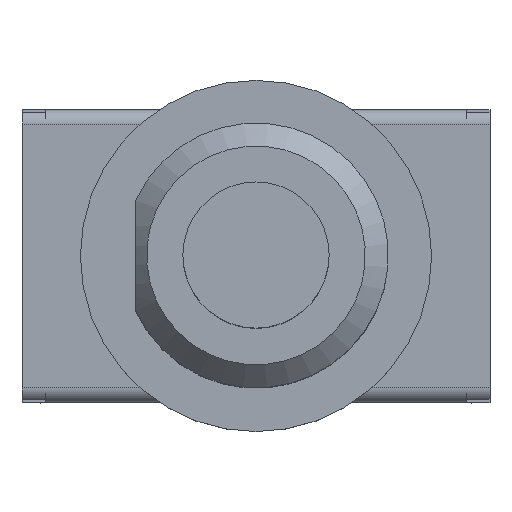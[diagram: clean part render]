
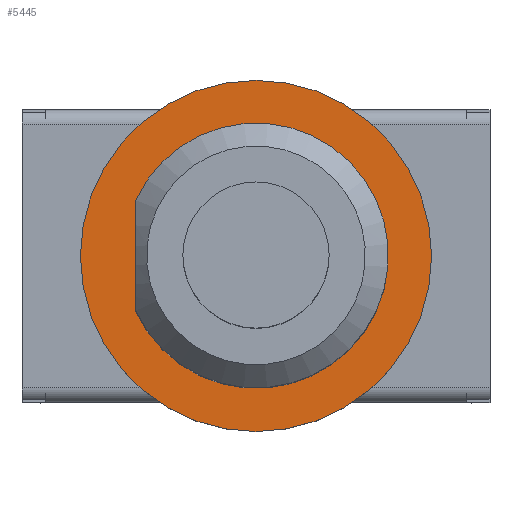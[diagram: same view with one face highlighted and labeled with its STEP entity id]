
A CAD part, top view. The second image highlights one B-rep face of the part: STEP entity #5445.
In plain terms, the highlighted planar face has unit normal (0, 0, 1).
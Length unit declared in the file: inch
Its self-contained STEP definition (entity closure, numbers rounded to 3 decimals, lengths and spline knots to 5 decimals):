
#5342=CARTESIAN_POINT('',(-0.08228,0.0378,0.30866));
#5343=VERTEX_POINT('',#5342);
#5350=CARTESIAN_POINT('',(-0.08228,-0.0378,0.30866));
#5351=VERTEX_POINT('',#5350);
#5352=CARTESIAN_POINT('',(-0.08228,-0.0378,0.30866));
#5353=DIRECTION('',(0.0,1.0,0.0));
#5354=VECTOR('',#5353,0.0756);
#5355=LINE('',#5352,#5354);
#5356=EDGE_CURVE('',#5351,#5343,#5355,.T.);
#5414=CARTESIAN_POINT('',(0.,0.,0.30866));
#5415=DIRECTION('',(0.0,0.0,-1.0));
#5416=DIRECTION('',(0.909,0.417,0.0));
#5417=AXIS2_PLACEMENT_3D('',#5414,#5415,#5416);
#5418=CIRCLE('',#5417,0.09055);
#5419=EDGE_CURVE('',#5343,#5351,#5418,.T.);
#5425=CARTESIAN_POINT('',(-0.13209,0.13209,0.30866));
#5426=DIRECTION('',(0.0,0.0,-1.0));
#5427=DIRECTION('',(-1.0,0.0,0.0));
#5428=AXIS2_PLACEMENT_3D('',#5425,#5426,#5427);
#5429=PLANE('',#5428);
#5430=CARTESIAN_POINT('',(-0.12008,0.,0.30866));
#5431=VERTEX_POINT('',#5430);
#5432=CARTESIAN_POINT('',(0.,0.,0.30866));
#5433=DIRECTION('',(0.0,0.0,-1.0));
#5434=DIRECTION('',(1.0,0.0,0.0));
#5435=AXIS2_PLACEMENT_3D('',#5432,#5433,#5434);
#5436=CIRCLE('',#5435,0.12008);
#5437=EDGE_CURVE('',#5431,#5431,#5436,.T.);
#5438=ORIENTED_EDGE('',*,*,#5437,.F.);
#5439=EDGE_LOOP('',(#5438));
#5440=FACE_OUTER_BOUND('',#5439,.T.);
#5441=ORIENTED_EDGE('',*,*,#5356,.T.);
#5442=ORIENTED_EDGE('',*,*,#5419,.T.);
#5443=EDGE_LOOP('',(#5441,#5442));
#5444=FACE_BOUND('',#5443,.T.);
#5445=ADVANCED_FACE('',(#5440,#5444),#5429,.F.);
